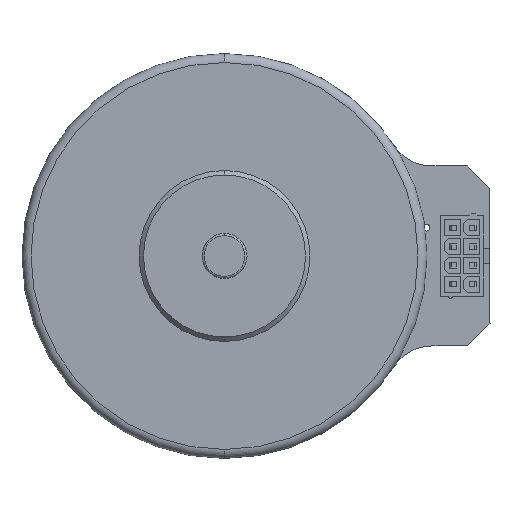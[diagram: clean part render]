
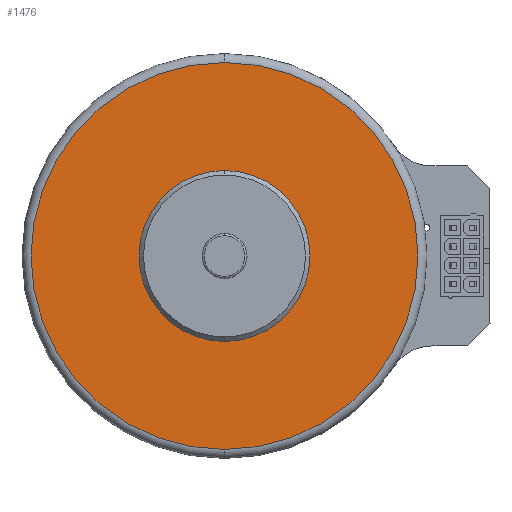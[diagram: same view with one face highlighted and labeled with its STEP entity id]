
A CAD part, left-side view. The second image highlights one B-rep face of the part: STEP entity #1476.
In plain terms, the highlighted planar face has unit normal (-1, 0, 0).
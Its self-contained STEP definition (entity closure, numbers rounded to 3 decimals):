
#251 = CARTESIAN_POINT ( 'NONE',  ( 2., 0., -19. ) ) ;
#252 = VERTEX_POINT ( 'NONE', #12468 ) ;
#294 = ORIENTED_EDGE ( 'NONE', *, *, #3571, .F. ) ;
#1476 = ADVANCED_FACE ( 'NONE', ( #10545, #8262 ), #8779, .F. ) ;
#1778 = CARTESIAN_POINT ( 'NONE',  ( 2., 0., 0. ) ) ;
#1798 = ORIENTED_EDGE ( 'NONE', *, *, #3150, .F. ) ;
#2006 = CIRCLE ( 'NONE', #9226, 43. ) ;
#2145 = DIRECTION ( 'NONE',  ( -1., 0., 0. ) ) ;
#2605 = EDGE_LOOP ( 'NONE', ( #10814, #6724 ) ) ;
#3014 = DIRECTION ( 'NONE',  ( 1., 0., 0. ) ) ;
#3038 = CIRCLE ( 'NONE', #7068, 19. ) ;
#3150 = EDGE_CURVE ( 'NONE', #252, #11433, #3823, .T. ) ;
#3497 = VERTEX_POINT ( 'NONE', #7437 ) ;
#3571 = EDGE_CURVE ( 'NONE', #11433, #252, #3038, .T. ) ;
#3823 = CIRCLE ( 'NONE', #7968, 19. ) ;
#4357 = DIRECTION ( 'NONE',  ( -1., 0., 0. ) ) ;
#4397 = CIRCLE ( 'NONE', #4434, 43. ) ;
#4434 = AXIS2_PLACEMENT_3D ( 'NONE', #5183, #2145, #7142 ) ;
#4849 = CARTESIAN_POINT ( 'NONE',  ( 2., 19., 0. ) ) ;
#5183 = CARTESIAN_POINT ( 'NONE',  ( 2., 0., 0. ) ) ;
#5603 = EDGE_LOOP ( 'NONE', ( #1798, #294 ) ) ;
#6724 = ORIENTED_EDGE ( 'NONE', *, *, #7974, .T. ) ;
#6795 = DIRECTION ( 'NONE',  ( -1., 0., 0. ) ) ;
#7068 = AXIS2_PLACEMENT_3D ( 'NONE', #1778, #6795, #12513 ) ;
#7093 = CARTESIAN_POINT ( 'NONE',  ( 2., 0., 0. ) ) ;
#7142 = DIRECTION ( 'NONE',  ( 0., 0., 1. ) ) ;
#7437 = CARTESIAN_POINT ( 'NONE',  ( 2., 0., 43. ) ) ;
#7841 = AXIS2_PLACEMENT_3D ( 'NONE', #4849, #3014, #9837 ) ;
#7968 = AXIS2_PLACEMENT_3D ( 'NONE', #9222, #4357, #11117 ) ;
#7974 = EDGE_CURVE ( 'NONE', #11146, #3497, #2006, .T. ) ;
#8262 = FACE_OUTER_BOUND ( 'NONE', #2605, .T. ) ;
#8779 = PLANE ( 'NONE',  #7841 ) ;
#9222 = CARTESIAN_POINT ( 'NONE',  ( 2., 0., 0. ) ) ;
#9226 = AXIS2_PLACEMENT_3D ( 'NONE', #7093, #9857, #9981 ) ;
#9837 = DIRECTION ( 'NONE',  ( 0., 0., -1. ) ) ;
#9857 = DIRECTION ( 'NONE',  ( -1., 0., 0. ) ) ;
#9981 = DIRECTION ( 'NONE',  ( 0., 0., 1. ) ) ;
#10545 = FACE_BOUND ( 'NONE', #5603, .T. ) ;
#10792 = EDGE_CURVE ( 'NONE', #3497, #11146, #4397, .T. ) ;
#10814 = ORIENTED_EDGE ( 'NONE', *, *, #10792, .T. ) ;
#11117 = DIRECTION ( 'NONE',  ( 0., 0., 1. ) ) ;
#11146 = VERTEX_POINT ( 'NONE', #12564 ) ;
#11433 = VERTEX_POINT ( 'NONE', #251 ) ;
#12468 = CARTESIAN_POINT ( 'NONE',  ( 2., 0., 19. ) ) ;
#12513 = DIRECTION ( 'NONE',  ( 0., 0., 1. ) ) ;
#12564 = CARTESIAN_POINT ( 'NONE',  ( 2., 0., -43. ) ) ;
